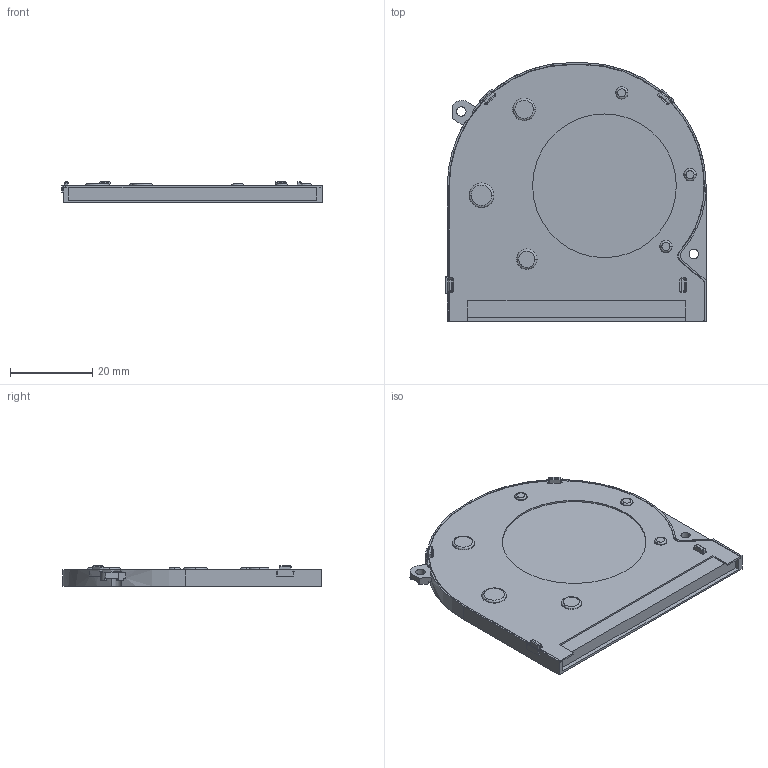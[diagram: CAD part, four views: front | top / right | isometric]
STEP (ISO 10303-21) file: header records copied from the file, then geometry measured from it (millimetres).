
FILE_DESCRIPTION (( 'STEP AP214' ), '1' );
FILE_NAME ('DB06304_SHARED.STEP', '2020-12-17T18:49:06', ( '' ), ( '' ), 'SwSTEP 2.0', 'SolidWorks 2020', '' );
FILE_SCHEMA (( 'AUTOMOTIVE_DESIGN' ));
Length unit declared in the file: millimetre
Products named in the file (1): DB06304_SHARED
Bounding box: 63.35 x 63 x 5 mm (x, y, z)
Volume: 13411.8 mm3; surface area: 8703.9 mm2
Topology: 1 solids, 11 shells, 504 faces, 1246 edges, 772 vertices
Faces by surface type: plane 233, cylinder 157, cone 78, bspline 36
Entity records: 16425 total; most frequent: CARTESIAN_POINT 4007, DIRECTION 2555, ORIENTED_EDGE 2456, EDGE_CURVE 1228, AXIS2_PLACEMENT_3D 924, VERTEX_POINT 772, VECTOR 707, LINE 707
